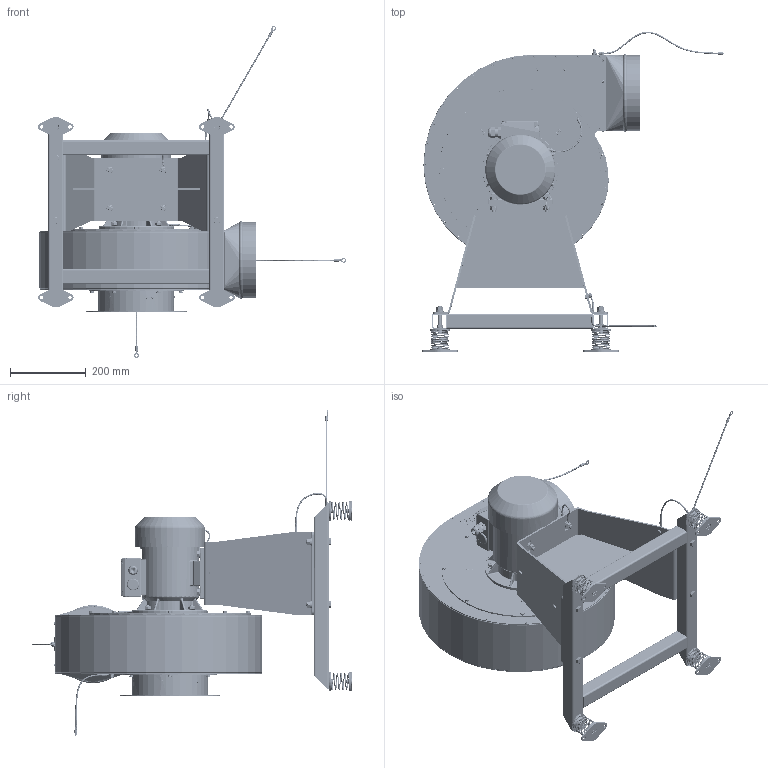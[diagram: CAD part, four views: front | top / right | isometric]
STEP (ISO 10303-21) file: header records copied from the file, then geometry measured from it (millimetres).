
FILE_DESCRIPTION(/* description */ ('888W23 WPA-8-S-N/Ex','CAx-IF Rec.Pracs.---Representation and Presentation of Product Manufacturing Information (PMI)---4.0---2014-10-13'),/* implementation_level */ '2;1');
FILE_NAME(/* name */ '888W23 WPA-8-S-N_Ex.stp',/* time_stamp */ '2022-05-10T08:21:28+02:00',/* author */ ('b.kitowicz'),/* organization */ ('KLIMAWENT S.A.'),/* preprocessor_version */ 'ST-DEVELOPER v18.1',/* originating_system */ 'Autodesk Inventor 2021',/* authorisation */ '');
FILE_SCHEMA (('AP242_MANAGED_MODEL_BASED_3D_ENGINEERING_MIM_LF { 1 0 10303 442 1 1 4 }'));
Products named in the file (1): ~~
Bounding box: 812.63 x 844.81 x 875.56 mm (x, y, z)
Volume: 8717456.4 mm3; surface area: 3069372.9 mm2
Topology: 40 solids, 40 shells, 7983 faces, 19837 edges, 12721 vertices
Faces by surface type: plane 3928, cylinder 1903, bspline 1422, cone 380, torus 322, sphere 28
Full cylindrical faces by diameter (mm): 2 x87, 3 x32, 3.2 x84, 3.3 x1, 3.4 x7, 3.5 x64, 4 x19, 4.3 x8, 4.5 x12, 4.92 x1, 5.5 x12, 6 x48, 6.1 x3, 6.4 x4, 6.5 x108, 6.647 x1, 6.65 x3, 7 x19, 8 x20, 8.4 x1, 8.5 x1, 8.67 x14, 8.88 x15, 9 x22, 10 x28, 10.5 x9, 11 x12, 11.63 x4, 12 x4, 13 x1
Entity records: 276125 total; most frequent: CARTESIAN_POINT 83246, ORIENTED_EDGE 39678, DIRECTION 35928, EDGE_CURVE 19839, AXIS2_PLACEMENT_3D 12946, VERTEX_POINT 12749, LINE 10036, VECTOR 10036
